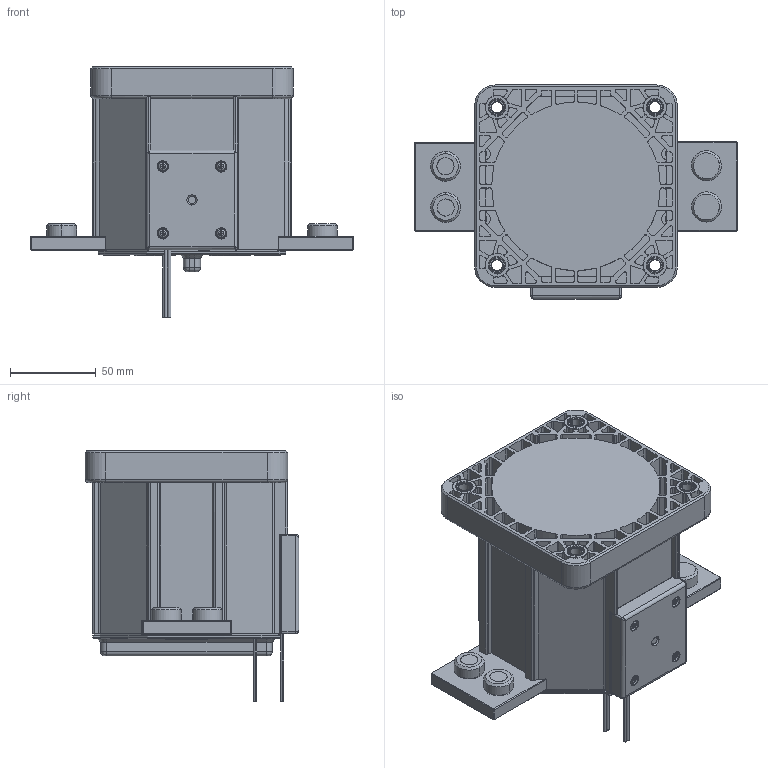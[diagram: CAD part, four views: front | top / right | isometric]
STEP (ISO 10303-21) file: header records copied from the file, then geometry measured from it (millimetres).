
FILE_DESCRIPTION((''),'2;1');
FILE_NAME('1000A0002_ASM','2024-11-22T14:53:53',('Administrator'),(''),'CREO PARAMETRIC BY PTC INC, 2021164','CREO PARAMETRIC BY PTC INC, 2021164','');
FILE_SCHEMA(('AUTOMOTIVE_DESIGN { 1 0 10303 214 1 1 1 1 }'));
Products named in the file (4): 1000A000_1_1; 1000A000_1_2; 1000A000_1_ASM; 1000A0002_ASM
Assembly tree (3 placements, depth 3):
  1000A0002_ASM
    1000A000_1_ASM
      1000A000_1_1
      1000A000_1_2
Bounding box: 188.21 x 124.5 x 146.2 mm (x, y, z)
Volume: 306705.8 mm3; surface area: 249791.7 mm2
Topology: 4 solids, 23 shells, 2567 faces, 7112 edges, 4655 vertices
Faces by surface type: cylinder 1048, plane 985, cone 222, torus 212, bspline 40, extrusion 34, sphere 26
Entity records: 101841 total; most frequent: CARTESIAN_POINT 18472, DIRECTION 14797, ORIENTED_EDGE 14106, EDGE_CURVE 7062, AXIS2_PLACEMENT_3D 5612, VERTEX_POINT 4647, VECTOR 3562, LINE 3528
